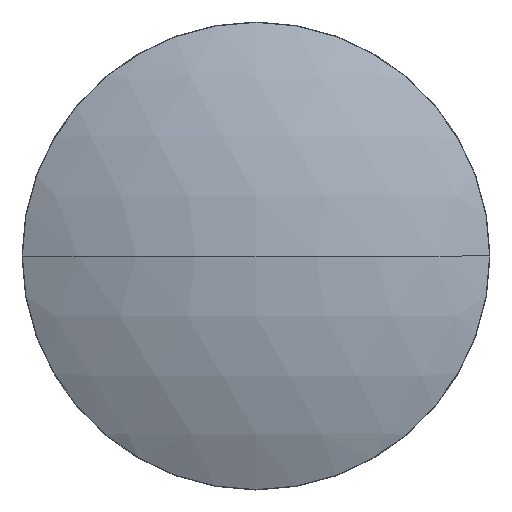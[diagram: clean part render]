
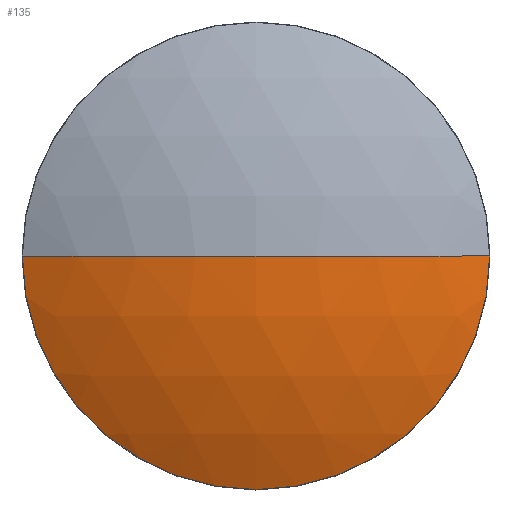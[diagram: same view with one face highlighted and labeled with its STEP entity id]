
A CAD part, left-side view. The second image highlights one B-rep face of the part: STEP entity #135.
In plain terms, the highlighted spherical face has radius 28.3 mm.
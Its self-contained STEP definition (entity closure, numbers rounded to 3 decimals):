
#8 = EDGE_CURVE ( 'NONE', #65, #96, #102, .T. ) ;
#20 = SPHERICAL_SURFACE ( 'NONE', #76, 28.3 ) ;
#25 = CARTESIAN_POINT ( 'NONE',  ( 150.867, 65.217, 0. ) ) ;
#29 = VERTEX_POINT ( 'NONE', #119 ) ;
#35 = CIRCLE ( 'NONE', #138, 28.3 ) ;
#39 = DIRECTION ( 'NONE',  ( 0., 0., -1. ) ) ;
#47 = EDGE_CURVE ( 'NONE', #29, #96, #35, .T. ) ;
#55 = CARTESIAN_POINT ( 'NONE',  ( 150.867, 65.217, 0. ) ) ;
#60 = AXIS2_PLACEMENT_3D ( 'NONE', #71, #191, #140 ) ;
#63 = AXIS2_PLACEMENT_3D ( 'NONE', #25, #39, #189 ) ;
#65 = VERTEX_POINT ( 'NONE', #146 ) ;
#71 = CARTESIAN_POINT ( 'NONE',  ( 125.481, 65.217, 0. ) ) ;
#76 = AXIS2_PLACEMENT_3D ( 'NONE', #55, #179, #178 ) ;
#82 = DIRECTION ( 'NONE',  ( 1., 0., 0. ) ) ;
#87 = EDGE_CURVE ( 'NONE', #29, #65, #117, .T. ) ;
#96 = VERTEX_POINT ( 'NONE', #177 ) ;
#102 = CIRCLE ( 'NONE', #63, 28.3 ) ;
#104 = EDGE_LOOP ( 'NONE', ( #134, #106, #185 ) ) ;
#106 = ORIENTED_EDGE ( 'NONE', *, *, #8, .T. ) ;
#117 = CIRCLE ( 'NONE', #60, 12.506 ) ;
#119 = CARTESIAN_POINT ( 'NONE',  ( 125.481, 77.723, 0. ) ) ;
#124 = DIRECTION ( 'NONE',  ( 0., 0., 1. ) ) ;
#134 = ORIENTED_EDGE ( 'NONE', *, *, #87, .T. ) ;
#135 = ADVANCED_FACE ( 'NONE', ( #180 ), #20, .T. ) ;
#138 = AXIS2_PLACEMENT_3D ( 'NONE', #176, #124, #82 ) ;
#140 = DIRECTION ( 'NONE',  ( 0., -1., 0. ) ) ;
#146 = CARTESIAN_POINT ( 'NONE',  ( 125.481, 52.711, 0. ) ) ;
#176 = CARTESIAN_POINT ( 'NONE',  ( 150.867, 65.217, 0. ) ) ;
#177 = CARTESIAN_POINT ( 'NONE',  ( 122.567, 65.217, 0. ) ) ;
#178 = DIRECTION ( 'NONE',  ( 0., 1., 0. ) ) ;
#179 = DIRECTION ( 'NONE',  ( 0., 0., -1. ) ) ;
#180 = FACE_OUTER_BOUND ( 'NONE', #104, .T. ) ;
#185 = ORIENTED_EDGE ( 'NONE', *, *, #47, .F. ) ;
#189 = DIRECTION ( 'NONE',  ( 0., 1., 0. ) ) ;
#191 = DIRECTION ( 'NONE',  ( -1., 0., 0. ) ) ;
